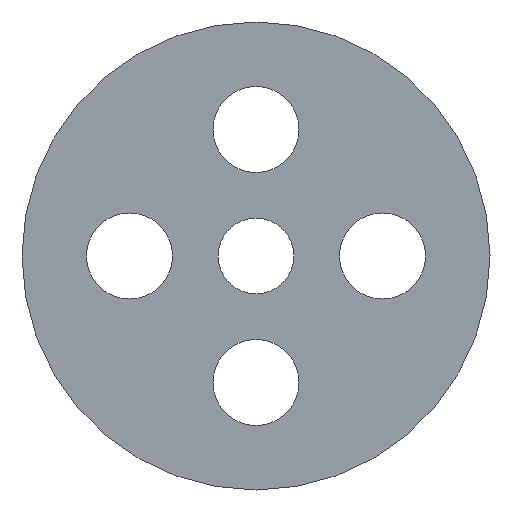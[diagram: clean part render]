
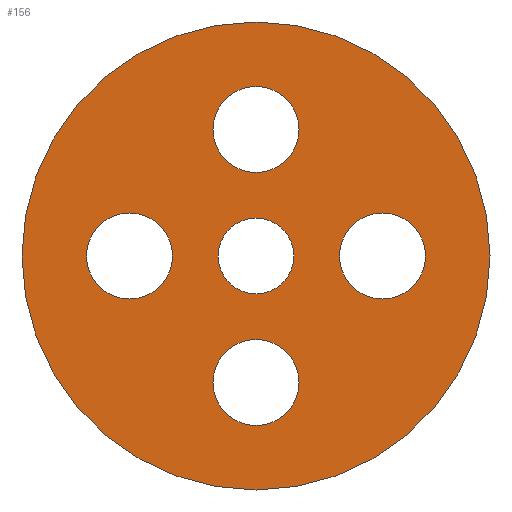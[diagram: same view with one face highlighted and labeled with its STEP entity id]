
A CAD part, front view. The second image highlights one B-rep face of the part: STEP entity #156.
In plain terms, the highlighted planar face has unit normal (0, -1, 0).
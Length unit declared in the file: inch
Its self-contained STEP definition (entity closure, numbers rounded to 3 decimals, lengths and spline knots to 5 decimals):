
#20=FACE_BOUND('',#48,.T.);
#21=FACE_BOUND('',#49,.T.);
#22=FACE_BOUND('',#50,.T.);
#23=FACE_BOUND('',#51,.T.);
#24=FACE_BOUND('',#52,.T.);
#26=PLANE('',#198);
#34=FACE_OUTER_BOUND('',#47,.T.);
#47=EDGE_LOOP('',(#137));
#48=EDGE_LOOP('',(#138));
#49=EDGE_LOOP('',(#139));
#50=EDGE_LOOP('',(#140));
#51=EDGE_LOOP('',(#141));
#52=EDGE_LOOP('',(#142));
#66=CIRCLE('',#181,0.05906);
#68=CIRCLE('',#184,0.06693);
#70=CIRCLE('',#187,0.06693);
#72=CIRCLE('',#190,0.06693);
#74=CIRCLE('',#193,0.06693);
#76=CIRCLE('',#196,0.36417);
#78=VERTEX_POINT('',#251);
#80=VERTEX_POINT('',#257);
#82=VERTEX_POINT('',#263);
#84=VERTEX_POINT('',#269);
#86=VERTEX_POINT('',#275);
#88=VERTEX_POINT('',#281);
#91=EDGE_CURVE('',#78,#78,#66,.T.);
#94=EDGE_CURVE('',#80,#80,#68,.T.);
#97=EDGE_CURVE('',#82,#82,#70,.T.);
#100=EDGE_CURVE('',#84,#84,#72,.T.);
#103=EDGE_CURVE('',#86,#86,#74,.T.);
#106=EDGE_CURVE('',#88,#88,#76,.T.);
#137=ORIENTED_EDGE('',*,*,#106,.F.);
#138=ORIENTED_EDGE('',*,*,#103,.F.);
#139=ORIENTED_EDGE('',*,*,#100,.F.);
#140=ORIENTED_EDGE('',*,*,#97,.F.);
#141=ORIENTED_EDGE('',*,*,#94,.F.);
#142=ORIENTED_EDGE('',*,*,#91,.F.);
#156=ADVANCED_FACE('',(#34,#20,#21,#22,#23,#24),#26,.F.);
#181=AXIS2_PLACEMENT_3D('',#253,#206,#207);
#184=AXIS2_PLACEMENT_3D('',#259,#213,#214);
#187=AXIS2_PLACEMENT_3D('',#265,#220,#221);
#190=AXIS2_PLACEMENT_3D('',#271,#227,#228);
#193=AXIS2_PLACEMENT_3D('',#277,#234,#235);
#196=AXIS2_PLACEMENT_3D('',#283,#241,#242);
#198=AXIS2_PLACEMENT_3D('',#285,#245,#246);
#206=DIRECTION('center_axis',(0.,-1.,0.));
#207=DIRECTION('ref_axis',(-1.,0.,0.));
#213=DIRECTION('center_axis',(0.,-1.,0.));
#214=DIRECTION('ref_axis',(-1.,0.,0.));
#220=DIRECTION('center_axis',(0.,-1.,0.));
#221=DIRECTION('ref_axis',(-1.,0.,0.));
#227=DIRECTION('center_axis',(0.,-1.,0.));
#228=DIRECTION('ref_axis',(-1.,0.,0.));
#234=DIRECTION('center_axis',(0.,-1.,0.));
#235=DIRECTION('ref_axis',(-1.,0.,0.));
#241=DIRECTION('center_axis',(0.,1.,0.));
#242=DIRECTION('ref_axis',(1.,0.,0.));
#245=DIRECTION('center_axis',(0.,1.,0.));
#246=DIRECTION('ref_axis',(0.,0.,1.));
#251=CARTESIAN_POINT('',(0.05906,1.66142,0.));
#253=CARTESIAN_POINT('Origin',(0.,1.66142,0.));
#257=CARTESIAN_POINT('',(0.06693,1.66142,0.19685));
#259=CARTESIAN_POINT('Origin',(0.,1.66142,0.19685));
#263=CARTESIAN_POINT('',(0.26378,1.66142,0.));
#265=CARTESIAN_POINT('Origin',(0.19685,1.66142,0.));
#269=CARTESIAN_POINT('',(0.06693,1.66142,-0.19685));
#271=CARTESIAN_POINT('Origin',(0.,1.66142,-0.19685));
#275=CARTESIAN_POINT('',(-0.12992,1.66142,0.));
#277=CARTESIAN_POINT('Origin',(-0.19685,1.66142,0.));
#281=CARTESIAN_POINT('',(-0.36417,1.66142,0.));
#283=CARTESIAN_POINT('Origin',(0.,1.66142,0.));
#285=CARTESIAN_POINT('Origin',(0.,1.66142,0.));
